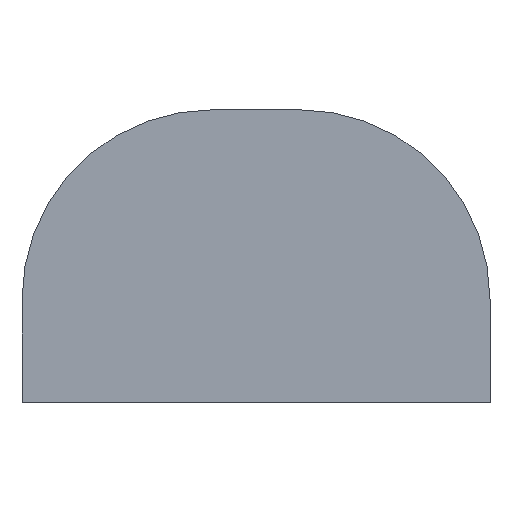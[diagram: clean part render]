
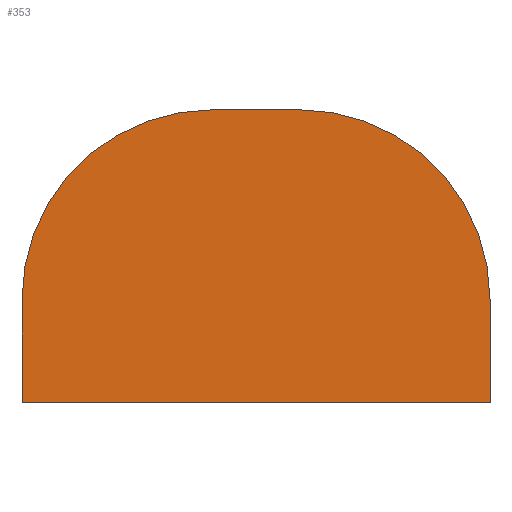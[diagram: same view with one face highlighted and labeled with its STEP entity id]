
A CAD part, front view. The second image highlights one B-rep face of the part: STEP entity #353.
In plain terms, the highlighted planar face has unit normal (0, -1, 0).
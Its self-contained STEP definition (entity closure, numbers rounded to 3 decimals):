
#17 = CARTESIAN_POINT ( 'NONE',  ( 95., -180., 0. ) ) ;
#25 = CARTESIAN_POINT ( 'NONE',  ( 0., -180., 35. ) ) ;
#31 = CARTESIAN_POINT ( 'NONE',  ( 95., -180., 35. ) ) ;
#32 = DIRECTION ( 'NONE',  ( 0., 1., 0. ) ) ;
#40 = EDGE_CURVE ( 'NONE', #718, #230, #717, .T. ) ;
#42 = CIRCLE ( 'NONE', #114, 65. ) ;
#58 = EDGE_CURVE ( 'NONE', #522, #234, #514, .T. ) ;
#114 = AXIS2_PLACEMENT_3D ( 'NONE', #184, #763, #399 ) ;
#141 = EDGE_CURVE ( 'NONE', #851, #522, #669, .T. ) ;
#153 = CARTESIAN_POINT ( 'NONE',  ( -65., -180., 10. ) ) ;
#176 = ORIENTED_EDGE ( 'NONE', *, *, #808, .T. ) ;
#184 = CARTESIAN_POINT ( 'NONE',  ( 30., -180., 35. ) ) ;
#188 = LINE ( 'NONE', #768, #876 ) ;
#207 = ORIENTED_EDGE ( 'NONE', *, *, #58, .T. ) ;
#211 = CARTESIAN_POINT ( 'NONE',  ( 95., -180., 10. ) ) ;
#216 = VECTOR ( 'NONE', #568, 1000. ) ;
#230 = VERTEX_POINT ( 'NONE', #17 ) ;
#234 = VERTEX_POINT ( 'NONE', #603 ) ;
#255 = LINE ( 'NONE', #739, #370 ) ;
#257 = ORIENTED_EDGE ( 'NONE', *, *, #40, .F. ) ;
#260 = DIRECTION ( 'NONE',  ( 1., 0., 0. ) ) ;
#266 = VERTEX_POINT ( 'NONE', #471 ) ;
#296 = DIRECTION ( 'NONE',  ( 0., 0., -1. ) ) ;
#298 = ORIENTED_EDGE ( 'NONE', *, *, #699, .F. ) ;
#353 = ADVANCED_FACE ( 'NONE', ( #601 ), #390, .F. ) ;
#370 = VECTOR ( 'NONE', #465, 1000. ) ;
#373 = DIRECTION ( 'NONE',  ( 0., -1., 0. ) ) ;
#381 = EDGE_CURVE ( 'NONE', #718, #266, #42, .T. ) ;
#390 = PLANE ( 'NONE',  #611 ) ;
#399 = DIRECTION ( 'NONE',  ( 0., 0., 1. ) ) ;
#454 = DIRECTION ( 'NONE',  ( 0., 0., 1. ) ) ;
#456 = DIRECTION ( 'NONE',  ( 0., 0., 1. ) ) ;
#465 = DIRECTION ( 'NONE',  ( 1., 0., 0. ) ) ;
#471 = CARTESIAN_POINT ( 'NONE',  ( 30., -180., 100. ) ) ;
#514 = LINE ( 'NONE', #153, #642 ) ;
#522 = VERTEX_POINT ( 'NONE', #661 ) ;
#537 = EDGE_LOOP ( 'NONE', ( #257, #676, #298, #890, #207, #176 ) ) ;
#567 = AXIS2_PLACEMENT_3D ( 'NONE', #25, #373, #456 ) ;
#568 = DIRECTION ( 'NONE',  ( 0., 0., -1. ) ) ;
#601 = FACE_OUTER_BOUND ( 'NONE', #537, .T. ) ;
#603 = CARTESIAN_POINT ( 'NONE',  ( -65., -180., 0. ) ) ;
#611 = AXIS2_PLACEMENT_3D ( 'NONE', #817, #32, #454 ) ;
#622 = CARTESIAN_POINT ( 'NONE',  ( 0., -180., 100. ) ) ;
#642 = VECTOR ( 'NONE', #296, 1000. ) ;
#661 = CARTESIAN_POINT ( 'NONE',  ( -65., -180., 35. ) ) ;
#669 = CIRCLE ( 'NONE', #567, 65. ) ;
#676 = ORIENTED_EDGE ( 'NONE', *, *, #381, .T. ) ;
#699 = EDGE_CURVE ( 'NONE', #851, #266, #255, .T. ) ;
#717 = LINE ( 'NONE', #211, #216 ) ;
#718 = VERTEX_POINT ( 'NONE', #31 ) ;
#739 = CARTESIAN_POINT ( 'NONE',  ( -65., -180., 100. ) ) ;
#763 = DIRECTION ( 'NONE',  ( 0., -1., 0. ) ) ;
#768 = CARTESIAN_POINT ( 'NONE',  ( -65., -180., 0. ) ) ;
#808 = EDGE_CURVE ( 'NONE', #234, #230, #188, .T. ) ;
#817 = CARTESIAN_POINT ( 'NONE',  ( -65., -180., 10. ) ) ;
#851 = VERTEX_POINT ( 'NONE', #622 ) ;
#876 = VECTOR ( 'NONE', #260, 1000. ) ;
#890 = ORIENTED_EDGE ( 'NONE', *, *, #141, .T. ) ;
